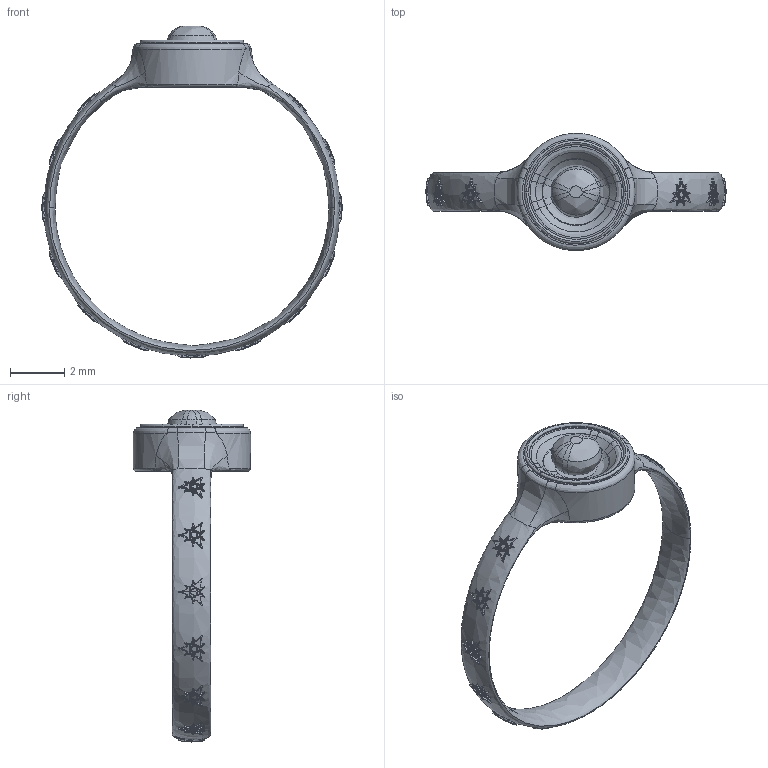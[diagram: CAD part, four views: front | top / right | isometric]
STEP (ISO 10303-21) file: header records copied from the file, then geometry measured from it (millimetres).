
FILE_DESCRIPTION(('FreeCAD Model'),'2;1');
FILE_NAME('Open CASCADE Shape Model','2025-05-04T12:34:06',('FreeCAD'),( 'FreeCAD'),'Open CASCADE STEP processor 7.6','FreeCAD','Unknown');
FILE_SCHEMA(('AUTOMOTIVE_DESIGN { 1 0 10303 214 1 1 1 1 }'));
Products named in the file (1): Open CASCADE STEP translator 7.6 1
Bounding box: 11.06 x 4.32 x 12.23 mm (x, y, z)
Volume: 38 mm3; surface area: 158.4 mm2
Topology: 1 solids, 1 shells, 2276 faces, 6460 edges, 4284 vertices
Faces by surface type: bspline 2276
Entity records: 144720 total; most frequent: CARTESIAN_POINT 106672, ORIENTED_EDGE 12906, EDGE_CURVE 6453, B_SPLINE_CURVE_WITH_KNOTS 6360, VERTEX_POINT 4284, FACE_BOUND 2383, EDGE_LOOP 2383, ADVANCED_FACE 2276
